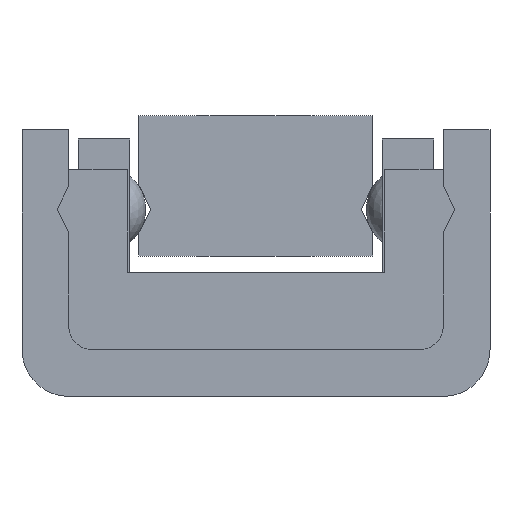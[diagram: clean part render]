
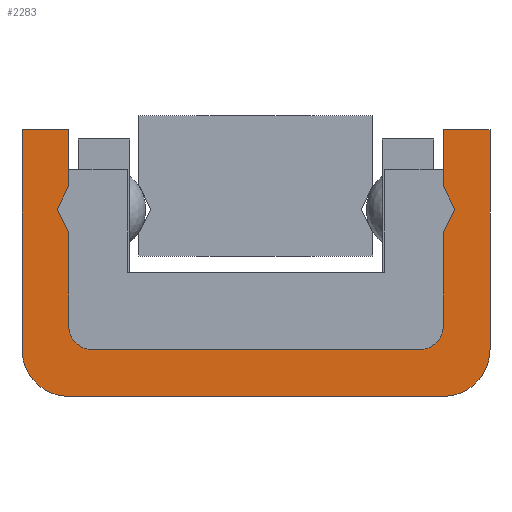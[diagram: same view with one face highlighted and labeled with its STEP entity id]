
A CAD part, front view. The second image highlights one B-rep face of the part: STEP entity #2283.
In plain terms, the highlighted planar face has unit normal (0, -1, 0).
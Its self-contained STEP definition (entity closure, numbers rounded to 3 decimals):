
#105=CIRCLE('',#2456,0.5);
#106=CIRCLE('',#2459,0.5);
#109=CIRCLE('',#2464,1.);
#110=CIRCLE('',#2467,1.);
#147=FACE_OUTER_BOUND('',#273,.T.);
#273=EDGE_LOOP('',(#1597,#1598,#1599,#1600,#1601,#1602,#1603,#1604,#1605,
#1606,#1607,#1608,#1609,#1610,#1611,#1612,#1613,#1614));
#405=LINE('',#3223,#693);
#409=LINE('',#3231,#697);
#412=LINE('',#3238,#700);
#416=LINE('',#3246,#704);
#419=LINE('',#3252,#707);
#424=LINE('',#3261,#712);
#433=LINE('',#3287,#721);
#437=LINE('',#3296,#725);
#439=LINE('',#3302,#727);
#442=LINE('',#3315,#730);
#444=LINE('',#3318,#732);
#445=LINE('',#3320,#733);
#446=LINE('',#3324,#734);
#447=LINE('',#3325,#735);
#693=VECTOR('',#2610,10.);
#697=VECTOR('',#2616,10.);
#700=VECTOR('',#2621,10.);
#704=VECTOR('',#2627,10.);
#707=VECTOR('',#2632,10.);
#712=VECTOR('',#2639,10.);
#721=VECTOR('',#2660,10.);
#725=VECTOR('',#2670,10.);
#727=VECTOR('',#2678,10.);
#730=VECTOR('',#2691,10.);
#732=VECTOR('',#2695,10.);
#733=VECTOR('',#2696,10.);
#734=VECTOR('',#2699,10.);
#735=VECTOR('',#2700,10.);
#981=VERTEX_POINT('',#3221);
#982=VERTEX_POINT('',#3222);
#985=VERTEX_POINT('',#3230);
#987=VERTEX_POINT('',#3236);
#988=VERTEX_POINT('',#3237);
#991=VERTEX_POINT('',#3245);
#993=VERTEX_POINT('',#3251);
#996=VERTEX_POINT('',#3259);
#1007=VERTEX_POINT('',#3286);
#1008=VERTEX_POINT('',#3290);
#1009=VERTEX_POINT('',#3291);
#1010=VERTEX_POINT('',#3298);
#1013=VERTEX_POINT('',#3308);
#1014=VERTEX_POINT('',#3310);
#1015=VERTEX_POINT('',#3314);
#1016=VERTEX_POINT('',#3319);
#1017=VERTEX_POINT('',#3321);
#1018=VERTEX_POINT('',#3323);
#1205=EDGE_CURVE('',#981,#982,#405,.T.);
#1209=EDGE_CURVE('',#985,#981,#409,.T.);
#1212=EDGE_CURVE('',#987,#988,#412,.T.);
#1216=EDGE_CURVE('',#991,#987,#416,.T.);
#1219=EDGE_CURVE('',#993,#985,#419,.T.);
#1224=EDGE_CURVE('',#982,#996,#424,.T.);
#1237=EDGE_CURVE('',#1007,#991,#433,.T.);
#1239=EDGE_CURVE('',#1008,#1009,#105,.T.);
#1242=EDGE_CURVE('',#988,#1009,#437,.T.);
#1243=EDGE_CURVE('',#993,#1010,#106,.T.);
#1245=EDGE_CURVE('',#1008,#1010,#439,.T.);
#1249=EDGE_CURVE('',#1013,#1014,#109,.T.);
#1251=EDGE_CURVE('',#1014,#1015,#442,.T.);
#1253=EDGE_CURVE('',#996,#1015,#444,.T.);
#1254=EDGE_CURVE('',#1016,#1013,#445,.T.);
#1255=EDGE_CURVE('',#1017,#1016,#110,.T.);
#1256=EDGE_CURVE('',#1018,#1017,#446,.T.);
#1257=EDGE_CURVE('',#1018,#1007,#447,.T.);
#1597=ORIENTED_EDGE('',*,*,#1205,.T.);
#1598=ORIENTED_EDGE('',*,*,#1224,.T.);
#1599=ORIENTED_EDGE('',*,*,#1253,.T.);
#1600=ORIENTED_EDGE('',*,*,#1251,.F.);
#1601=ORIENTED_EDGE('',*,*,#1249,.F.);
#1602=ORIENTED_EDGE('',*,*,#1254,.F.);
#1603=ORIENTED_EDGE('',*,*,#1255,.F.);
#1604=ORIENTED_EDGE('',*,*,#1256,.F.);
#1605=ORIENTED_EDGE('',*,*,#1257,.T.);
#1606=ORIENTED_EDGE('',*,*,#1237,.T.);
#1607=ORIENTED_EDGE('',*,*,#1216,.T.);
#1608=ORIENTED_EDGE('',*,*,#1212,.T.);
#1609=ORIENTED_EDGE('',*,*,#1242,.T.);
#1610=ORIENTED_EDGE('',*,*,#1239,.F.);
#1611=ORIENTED_EDGE('',*,*,#1245,.T.);
#1612=ORIENTED_EDGE('',*,*,#1243,.F.);
#1613=ORIENTED_EDGE('',*,*,#1219,.T.);
#1614=ORIENTED_EDGE('',*,*,#1209,.T.);
#2176=PLANE('',#2466);
#2283=ADVANCED_FACE('',(#147),#2176,.F.);
#2456=AXIS2_PLACEMENT_3D('',#3292,#2664,#2665);
#2459=AXIS2_PLACEMENT_3D('',#3299,#2673,#2674);
#2464=AXIS2_PLACEMENT_3D('',#3311,#2686,#2687);
#2466=AXIS2_PLACEMENT_3D('',#3317,#2693,#2694);
#2467=AXIS2_PLACEMENT_3D('',#3322,#2697,#2698);
#2610=DIRECTION('',(0.447,0.,0.894));
#2616=DIRECTION('',(-0.447,0.,0.894));
#2621=DIRECTION('',(-0.447,0.,-0.894));
#2627=DIRECTION('',(0.447,0.,-0.894));
#2632=DIRECTION('',(0.,0.,1.));
#2639=DIRECTION('',(0.,0.,1.));
#2660=DIRECTION('',(0.,0.,-1.));
#2664=DIRECTION('center_axis',(0.,-1.,0.));
#2665=DIRECTION('ref_axis',(0.707,0.,-0.707));
#2670=DIRECTION('',(0.,0.,-1.));
#2673=DIRECTION('center_axis',(0.,-1.,0.));
#2674=DIRECTION('ref_axis',(-0.707,0.,-0.707));
#2678=DIRECTION('',(-1.,0.,0.));
#2686=DIRECTION('center_axis',(0.,1.,0.));
#2687=DIRECTION('ref_axis',(-0.707,0.,-0.707));
#2691=DIRECTION('',(0.,0.,1.));
#2693=DIRECTION('center_axis',(0.,1.,0.));
#2694=DIRECTION('ref_axis',(1.,0.,0.));
#2695=DIRECTION('',(-1.,0.,0.));
#2696=DIRECTION('',(-1.,0.,0.));
#2697=DIRECTION('center_axis',(0.,1.,0.));
#2698=DIRECTION('ref_axis',(0.707,0.,-0.707));
#2699=DIRECTION('',(0.,0.,-1.));
#2700=DIRECTION('',(-1.,0.,0.));
#3221=CARTESIAN_POINT('',(-4.25,0.,3.));
#3222=CARTESIAN_POINT('',(-4.,0.,3.5));
#3223=CARTESIAN_POINT('',(-4.025,0.,3.45));
#3230=CARTESIAN_POINT('',(-4.,0.,2.5));
#3231=CARTESIAN_POINT('',(-3.5,0.,1.5));
#3236=CARTESIAN_POINT('',(4.25,0.,3.));
#3237=CARTESIAN_POINT('',(4.,0.,2.5));
#3238=CARTESIAN_POINT('',(3.625,0.,1.75));
#3245=CARTESIAN_POINT('',(4.,0.,3.5));
#3246=CARTESIAN_POINT('',(3.9,0.,3.7));
#3251=CARTESIAN_POINT('',(-4.,0.,0.5));
#3252=CARTESIAN_POINT('',(-4.,0.,2.));
#3259=CARTESIAN_POINT('',(-4.,0.,4.7));
#3261=CARTESIAN_POINT('',(-4.,0.,2.));
#3286=CARTESIAN_POINT('',(4.,0.,4.7));
#3287=CARTESIAN_POINT('',(4.,0.,3.5));
#3290=CARTESIAN_POINT('',(3.5,0.,0.));
#3291=CARTESIAN_POINT('',(4.,0.,0.5));
#3292=CARTESIAN_POINT('Origin',(3.5,0.,0.5));
#3296=CARTESIAN_POINT('',(4.,0.,3.5));
#3298=CARTESIAN_POINT('',(-3.5,0.,0.));
#3299=CARTESIAN_POINT('Origin',(-3.5,0.,0.5));
#3302=CARTESIAN_POINT('',(1.25,0.,0.));
#3308=CARTESIAN_POINT('',(-4.,0.,-1.));
#3310=CARTESIAN_POINT('',(-5.,0.,0.));
#3311=CARTESIAN_POINT('Origin',(-4.,0.,0.));
#3314=CARTESIAN_POINT('',(-5.,0.,4.7));
#3315=CARTESIAN_POINT('',(-5.,0.,-1.));
#3317=CARTESIAN_POINT('Origin',(0.,0.,2.));
#3318=CARTESIAN_POINT('',(-2.5,0.,4.7));
#3319=CARTESIAN_POINT('',(4.,0.,-1.));
#3320=CARTESIAN_POINT('',(5.,0.,-1.));
#3321=CARTESIAN_POINT('',(5.,0.,0.));
#3322=CARTESIAN_POINT('Origin',(4.,0.,0.));
#3323=CARTESIAN_POINT('',(5.,0.,4.7));
#3324=CARTESIAN_POINT('',(5.,0.,5.));
#3325=CARTESIAN_POINT('',(-2.5,0.,4.7));
